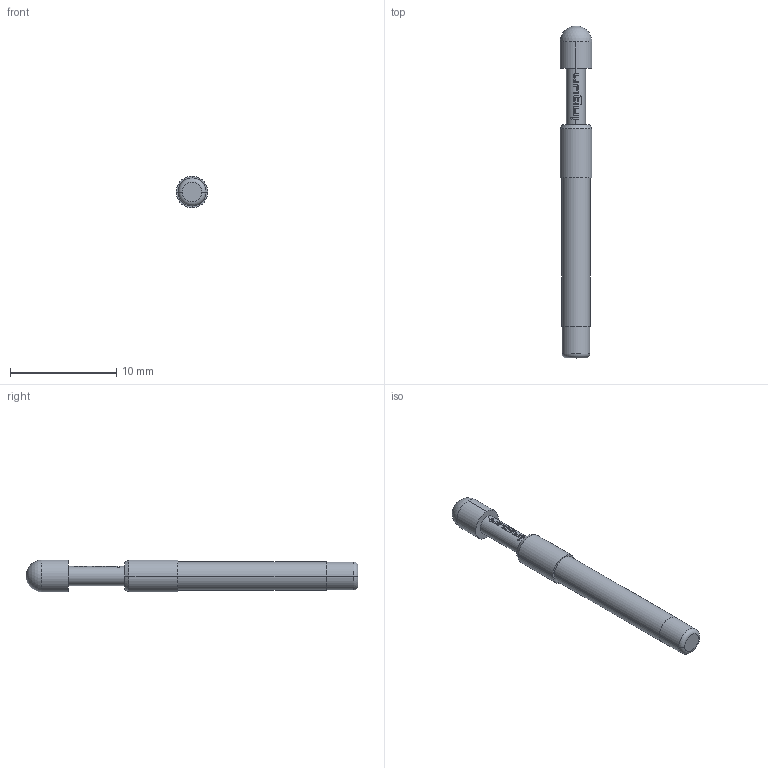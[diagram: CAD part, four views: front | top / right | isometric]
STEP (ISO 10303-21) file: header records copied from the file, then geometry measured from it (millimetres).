
FILE_DESCRIPTION (( 'STEP AP203' ), '1' );
FILE_NAME ('INGUN_GKS-113_355_300_R_xx05.STEP', '2022-01-19T11:46:37', ( 'ochi' ), ( '' ), 'SwSTEP 2.0', 'SolidWorks 2018', '' );
FILE_SCHEMA (( 'CONFIG_CONTROL_DESIGN' ));
Length unit declared in the file: millimetre
Products named in the file (1): INGUN_GKS-113_355_300_R_xx05
Bounding box: 3 x 31.3 x 3 mm (x, y, z)
Volume: 166.5 mm3; surface area: 269.4 mm2
Topology: 1 solids, 1 shells, 92 faces, 254 edges, 168 vertices
Faces by surface type: bspline 62, cylinder 20, plane 5, cone 2, torus 2, sphere 1
Entity records: 4202 total; most frequent: CARTESIAN_POINT 2360, ORIENTED_EDGE 502, EDGE_CURVE 251, B_SPLINE_CURVE_WITH_KNOTS 204, VERTEX_POINT 166, DIRECTION 135, EDGE_LOOP 97, ADVANCED_FACE 92
